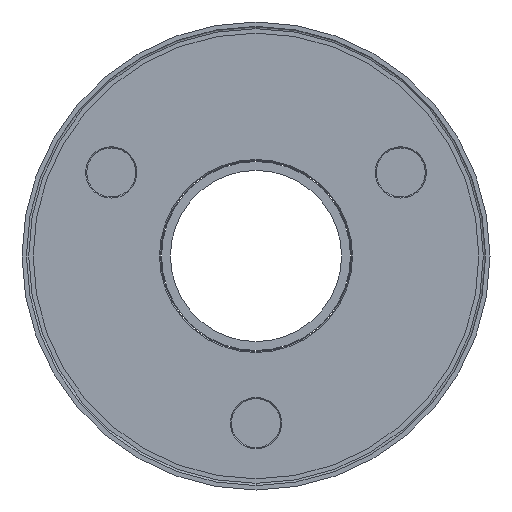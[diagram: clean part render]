
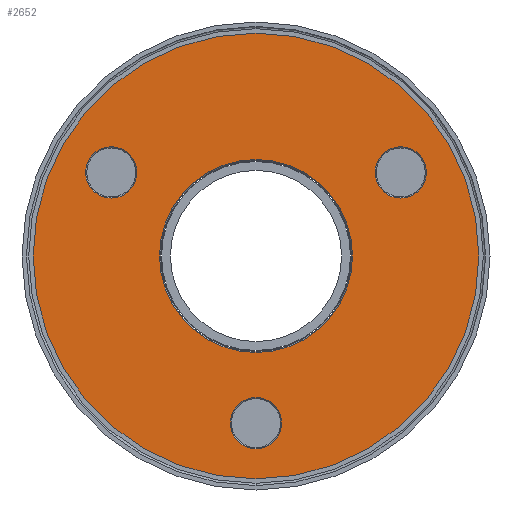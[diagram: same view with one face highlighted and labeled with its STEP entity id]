
A CAD part, front view. The second image highlights one B-rep face of the part: STEP entity #2652.
In plain terms, the highlighted planar face has unit normal (0, -1, 0).
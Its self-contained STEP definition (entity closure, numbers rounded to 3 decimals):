
#46 = EDGE_CURVE ( 'NONE', #287, #3099, #2688, .T. ) ;
#50 = CIRCLE ( 'NONE', #143, 5.75 ) ;
#52 = AXIS2_PLACEMENT_3D ( 'NONE', #93, #66, #1050 ) ;
#66 = DIRECTION ( 'NONE',  ( 0., 1., 0. ) ) ;
#78 = FACE_OUTER_BOUND ( 'NONE', #3079, .T. ) ;
#86 = CARTESIAN_POINT ( 'NONE',  ( 0., 0., -37.5 ) ) ;
#93 = CARTESIAN_POINT ( 'NONE',  ( 0., 0., 0. ) ) ;
#111 = ORIENTED_EDGE ( 'NONE', *, *, #2420, .F. ) ;
#143 = AXIS2_PLACEMENT_3D ( 'NONE', #878, #1111, #618 ) ;
#150 = CARTESIAN_POINT ( 'NONE',  ( -32.476, 0., 18.75 ) ) ;
#167 = DIRECTION ( 'NONE',  ( 0., 1., 0. ) ) ;
#176 = EDGE_CURVE ( 'NONE', #2695, #2522, #1145, .T. ) ;
#188 = VERTEX_POINT ( 'NONE', #303 ) ;
#238 = DIRECTION ( 'NONE',  ( 0., 1., 0. ) ) ;
#287 = VERTEX_POINT ( 'NONE', #434 ) ;
#303 = CARTESIAN_POINT ( 'NONE',  ( 32.476, 0., 13. ) ) ;
#323 = CARTESIAN_POINT ( 'NONE',  ( 0., 0., 0. ) ) ;
#353 = ORIENTED_EDGE ( 'NONE', *, *, #1977, .T. ) ;
#397 = DIRECTION ( 'NONE',  ( 0., 0., 1. ) ) ;
#403 = CARTESIAN_POINT ( 'NONE',  ( 32.476, 0., 18.75 ) ) ;
#422 = EDGE_CURVE ( 'NONE', #3099, #287, #765, .T. ) ;
#432 = ORIENTED_EDGE ( 'NONE', *, *, #2011, .T. ) ;
#434 = CARTESIAN_POINT ( 'NONE',  ( 0., 0., 21.65 ) ) ;
#455 = ORIENTED_EDGE ( 'NONE', *, *, #422, .T. ) ;
#466 = CIRCLE ( 'NONE', #701, 5.75 ) ;
#474 = ORIENTED_EDGE ( 'NONE', *, *, #1932, .T. ) ;
#479 = ORIENTED_EDGE ( 'NONE', *, *, #1288, .T. ) ;
#521 = AXIS2_PLACEMENT_3D ( 'NONE', #718, #238, #2429 ) ;
#525 = CARTESIAN_POINT ( 'NONE',  ( -32.476, 0., 13. ) ) ;
#537 = VERTEX_POINT ( 'NONE', #555 ) ;
#555 = CARTESIAN_POINT ( 'NONE',  ( 0., 0., -31.75 ) ) ;
#618 = DIRECTION ( 'NONE',  ( 0., 0., 1. ) ) ;
#675 = CIRCLE ( 'NONE', #2667, 5.75 ) ;
#682 = ORIENTED_EDGE ( 'NONE', *, *, #46, .T. ) ;
#701 = AXIS2_PLACEMENT_3D ( 'NONE', #86, #2737, #2493 ) ;
#718 = CARTESIAN_POINT ( 'NONE',  ( 0., 0., 0. ) ) ;
#723 = ORIENTED_EDGE ( 'NONE', *, *, #845, .T. ) ;
#728 = AXIS2_PLACEMENT_3D ( 'NONE', #889, #1828, #397 ) ;
#765 = CIRCLE ( 'NONE', #2802, 21.65 ) ;
#775 = CARTESIAN_POINT ( 'NONE',  ( 0., 0., 0. ) ) ;
#778 = EDGE_LOOP ( 'NONE', ( #353, #479 ) ) ;
#838 = VERTEX_POINT ( 'NONE', #2027 ) ;
#845 = EDGE_CURVE ( 'NONE', #3095, #838, #2422, .T. ) ;
#878 = CARTESIAN_POINT ( 'NONE',  ( 0., 0., -37.5 ) ) ;
#889 = CARTESIAN_POINT ( 'NONE',  ( 32.476, 0., 18.75 ) ) ;
#916 = VERTEX_POINT ( 'NONE', #2077 ) ;
#1050 = DIRECTION ( 'NONE',  ( 0., 0., 1. ) ) ;
#1054 = FACE_BOUND ( 'NONE', #1975, .T. ) ;
#1111 = DIRECTION ( 'NONE',  ( 0., 1., 0. ) ) ;
#1145 = CIRCLE ( 'NONE', #52, 50. ) ;
#1288 = EDGE_CURVE ( 'NONE', #537, #916, #466, .T. ) ;
#1291 = CARTESIAN_POINT ( 'NONE',  ( 32.476, 0., 24.5 ) ) ;
#1347 = DIRECTION ( 'NONE',  ( 0., 1., 0. ) ) ;
#1365 = EDGE_LOOP ( 'NONE', ( #723, #432 ) ) ;
#1410 = CIRCLE ( 'NONE', #2721, 5.75 ) ;
#1454 = CARTESIAN_POINT ( 'NONE',  ( 0., 0., 50. ) ) ;
#1487 = FACE_BOUND ( 'NONE', #2971, .T. ) ;
#1604 = DIRECTION ( 'NONE',  ( 0., 1., 0. ) ) ;
#1618 = DIRECTION ( 'NONE',  ( 0., 1., 0. ) ) ;
#1623 = CARTESIAN_POINT ( 'NONE',  ( 0., 0., -50. ) ) ;
#1695 = EDGE_CURVE ( 'NONE', #2305, #188, #2787, .T. ) ;
#1778 = DIRECTION ( 'NONE',  ( 0., 0., 1. ) ) ;
#1825 = DIRECTION ( 'NONE',  ( 0., 0., 1. ) ) ;
#1828 = DIRECTION ( 'NONE',  ( 0., 1., 0. ) ) ;
#1829 = AXIS2_PLACEMENT_3D ( 'NONE', #150, #1347, #2321 ) ;
#1835 = DIRECTION ( 'NONE',  ( 0., 0., 1. ) ) ;
#1842 = DIRECTION ( 'NONE',  ( 0., 0., 1. ) ) ;
#1875 = FACE_BOUND ( 'NONE', #778, .T. ) ;
#1877 = ORIENTED_EDGE ( 'NONE', *, *, #176, .F. ) ;
#1890 = AXIS2_PLACEMENT_3D ( 'NONE', #775, #1969, #2681 ) ;
#1932 = EDGE_CURVE ( 'NONE', #188, #2305, #1410, .T. ) ;
#1969 = DIRECTION ( 'NONE',  ( 0., 1., 0. ) ) ;
#1975 = EDGE_LOOP ( 'NONE', ( #455, #682 ) ) ;
#1977 = EDGE_CURVE ( 'NONE', #916, #537, #50, .T. ) ;
#2011 = EDGE_CURVE ( 'NONE', #838, #3095, #675, .T. ) ;
#2012 = DIRECTION ( 'NONE',  ( 0., 1., 0. ) ) ;
#2027 = CARTESIAN_POINT ( 'NONE',  ( -32.476, 0., 24.5 ) ) ;
#2077 = CARTESIAN_POINT ( 'NONE',  ( 0., 0., -43.25 ) ) ;
#2198 = CARTESIAN_POINT ( 'NONE',  ( 0., 0., -21.65 ) ) ;
#2305 = VERTEX_POINT ( 'NONE', #1291 ) ;
#2321 = DIRECTION ( 'NONE',  ( 0., 0., 1. ) ) ;
#2420 = EDGE_CURVE ( 'NONE', #2522, #2695, #2783, .T. ) ;
#2422 = CIRCLE ( 'NONE', #1829, 5.75 ) ;
#2429 = DIRECTION ( 'NONE',  ( 0., 0., 1. ) ) ;
#2493 = DIRECTION ( 'NONE',  ( 0., 0., 1. ) ) ;
#2520 = FACE_BOUND ( 'NONE', #1365, .T. ) ;
#2522 = VERTEX_POINT ( 'NONE', #1623 ) ;
#2652 = ADVANCED_FACE ( 'NONE', ( #1054, #1487, #2520, #1875, #78 ), #2923, .F. ) ;
#2667 = AXIS2_PLACEMENT_3D ( 'NONE', #3026, #1618, #1835 ) ;
#2681 = DIRECTION ( 'NONE',  ( 0., 0., 1. ) ) ;
#2688 = CIRCLE ( 'NONE', #1890, 21.65 ) ;
#2695 = VERTEX_POINT ( 'NONE', #1454 ) ;
#2721 = AXIS2_PLACEMENT_3D ( 'NONE', #403, #1604, #1825 ) ;
#2737 = DIRECTION ( 'NONE',  ( 0., 1., 0. ) ) ;
#2783 = CIRCLE ( 'NONE', #3040, 50. ) ;
#2787 = CIRCLE ( 'NONE', #728, 5.75 ) ;
#2802 = AXIS2_PLACEMENT_3D ( 'NONE', #3041, #167, #1842 ) ;
#2923 = PLANE ( 'NONE',  #521 ) ;
#2943 = ORIENTED_EDGE ( 'NONE', *, *, #1695, .T. ) ;
#2971 = EDGE_LOOP ( 'NONE', ( #474, #2943 ) ) ;
#3026 = CARTESIAN_POINT ( 'NONE',  ( -32.476, 0., 18.75 ) ) ;
#3040 = AXIS2_PLACEMENT_3D ( 'NONE', #323, #2012, #1778 ) ;
#3041 = CARTESIAN_POINT ( 'NONE',  ( 0., 0., 0. ) ) ;
#3079 = EDGE_LOOP ( 'NONE', ( #111, #1877 ) ) ;
#3095 = VERTEX_POINT ( 'NONE', #525 ) ;
#3099 = VERTEX_POINT ( 'NONE', #2198 ) ;
